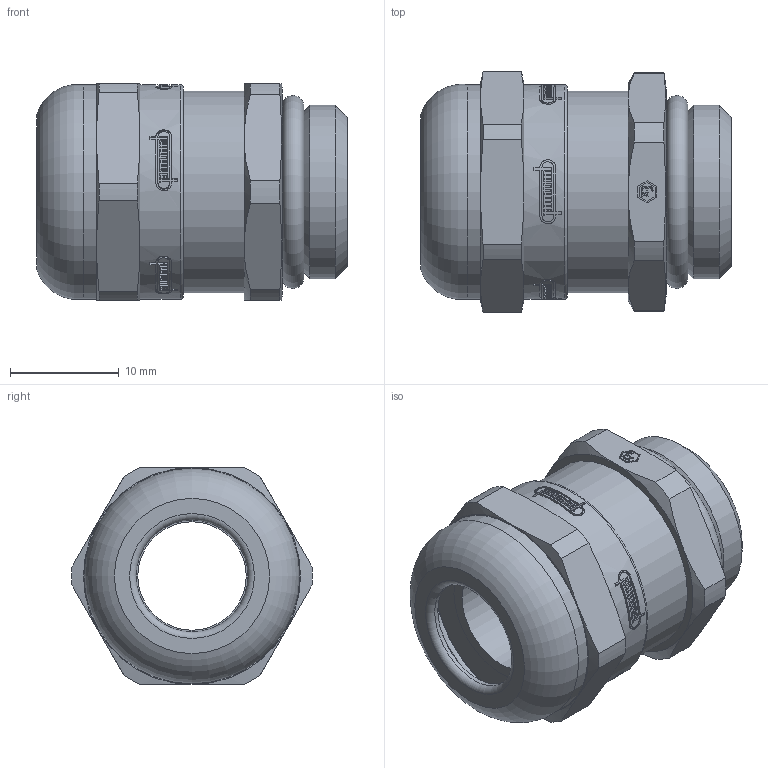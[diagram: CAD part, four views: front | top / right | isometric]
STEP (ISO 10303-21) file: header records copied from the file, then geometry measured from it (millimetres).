
FILE_DESCRIPTION(/* description */ ('HSK-M-Ex Metr.-HSK-Ex-e Standard Cable Glands'),/* implementation_level */ '2;1');
FILE_NAME(/* name */ '1610161150.stp',/* time_stamp */ '2021-10-13T14:18:37+02:00',/* author */ ('sl'),/* organization */ ('HUMMEL'),/* preprocessor_version */ 'ST-DEVELOPER v16.5',/* originating_system */ 'Autodesk Inventor 2017',/* authorisation */ '');
FILE_SCHEMA (('AUTOMOTIVE_DESIGN { 1 0 10303 214 3 1 1 }'));
Length unit declared in the file: millimetre
Products named in the file (6): HSK-M-Ex 1.610.1611.50(1); HSK-M-Ex 1.610.1611.50-Nut; HSK-M-Ex 1.610.1611.50(1)-Gland; HSK-M-Ex 1.610.1611.50-Clamping Insert; HSK-M-Ex 1.610.1611.50(1)-Sealing insert; HSK-M-Ex 1.610.1611.50(1)-O-Ring
Assembly tree (5 placements, depth 2):
  HSK-M-Ex 1.610.1611.50(1)
    HSK-M-Ex 1.610.1611.50-Nut
    HSK-M-Ex 1.610.1611.50(1)-Gland
    HSK-M-Ex 1.610.1611.50-Clamping Insert
    HSK-M-Ex 1.610.1611.50(1)-Sealing insert
    HSK-M-Ex 1.610.1611.50(1)-O-Ring
Bounding box: 28.6 x 22.19 x 20 mm (x, y, z)
Volume: 5397.8 mm3; surface area: 7275.9 mm2
Topology: 5 solids, 5 shells, 541 faces, 1431 edges, 943 vertices
Faces by surface type: plane 416, cylinder 92, cone 27, torus 6
Full cylindrical faces by diameter (mm): 10 x1, 10.2 x1, 10.3 x1, 12 x2, 12.1 x2, 13.8 x1, 15 x2, 15.9 x2, 16 x1, 17.26 x1, 17.4 x1, 17.93 x2, 18.6 x1, 19.8 x2
Entity records: 17429 total; most frequent: CARTESIAN_POINT 3710, DIRECTION 2901, ORIENTED_EDGE 2788, EDGE_CURVE 1394, AXIS2_PLACEMENT_3D 1037, VERTEX_POINT 940, LINE 827, VECTOR 827
